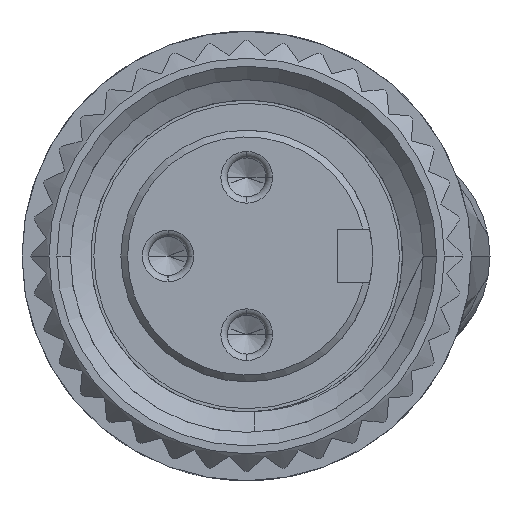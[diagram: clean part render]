
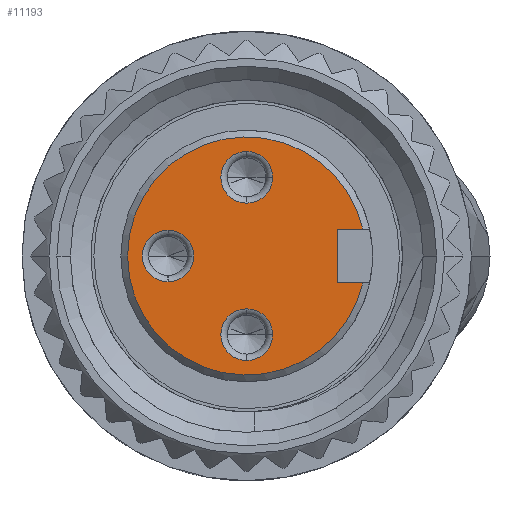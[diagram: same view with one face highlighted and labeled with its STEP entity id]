
A CAD part, front view. The second image highlights one B-rep face of the part: STEP entity #11193.
In plain terms, the highlighted planar face has unit normal (0, -1, 0).
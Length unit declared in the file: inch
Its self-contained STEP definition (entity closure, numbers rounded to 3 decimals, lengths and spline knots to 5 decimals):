
#1=DIRECTION('',(-1.,0.,0.));
#2=VECTOR('',#1,0.02182);
#3=CARTESIAN_POINT('',(0.10162,-0.20079,0.02362));
#4=LINE('',#3,#2);
#5=DIRECTION('',(0.,0.,-1.));
#6=VECTOR('',#5,0.04724);
#7=CARTESIAN_POINT('',(0.0798,-0.20079,0.02362));
#8=LINE('',#7,#6);
#9=DIRECTION('',(-1.,0.,0.));
#10=VECTOR('',#9,0.02182);
#11=CARTESIAN_POINT('',(0.10162,-0.20079,
-0.02362));
#12=LINE('',#11,#10);
#13=CARTESIAN_POINT('',(-0.0689,-0.20079,0.));
#14=DIRECTION('',(0.,1.,0.));
#15=DIRECTION('',(0.,0.,-1.));
#16=AXIS2_PLACEMENT_3D('',#13,#14,#15);
#18=CARTESIAN_POINT('',(-0.0689,-0.20079,0.));
#19=DIRECTION('',(0.,1.,0.));
#20=DIRECTION('',(0.,0.,1.));
#21=AXIS2_PLACEMENT_3D('',#18,#19,#20);
#23=CARTESIAN_POINT('',(0.,-0.20079,-0.0689));
#24=DIRECTION('',(0.,1.,0.));
#25=DIRECTION('',(0.,0.,-1.));
#26=AXIS2_PLACEMENT_3D('',#23,#24,#25);
#28=CARTESIAN_POINT('',(0.,-0.20079,-0.0689));
#29=DIRECTION('',(0.,1.,0.));
#30=DIRECTION('',(0.,0.,1.));
#31=AXIS2_PLACEMENT_3D('',#28,#29,#30);
#33=CARTESIAN_POINT('',(0.,-0.20079,0.0689));
#34=DIRECTION('',(0.,1.,0.));
#35=DIRECTION('',(0.,0.,-1.));
#36=AXIS2_PLACEMENT_3D('',#33,#34,#35);
#38=CARTESIAN_POINT('',(0.,-0.20079,0.0689));
#39=DIRECTION('',(0.,1.,0.));
#40=DIRECTION('',(0.,0.,1.));
#41=AXIS2_PLACEMENT_3D('',#38,#39,#40);
#43=CARTESIAN_POINT('',(0.,-0.20079,0.));
#44=DIRECTION('',(0.,-1.,0.));
#45=DIRECTION('',(0.974,0.,0.226));
#46=AXIS2_PLACEMENT_3D('',#43,#44,#45);
#48=CARTESIAN_POINT('',(0.10162,-0.20079,
-0.02362));
#68=CARTESIAN_POINT('',(0.10162,-0.20079,
0.02362));
#9548=CARTESIAN_POINT('',(0.0798,-0.20079,
0.02362));
#9549=CARTESIAN_POINT('',(0.0798,-0.20079,
-0.02362));
#9550=VERTEX_POINT('',#9548);
#9551=VERTEX_POINT('',#9549);
#9556=CARTESIAN_POINT('',(-0.0689,-0.20079,
-0.02264));
#9557=CARTESIAN_POINT('',(-0.0689,-0.20079,
0.02264));
#9558=VERTEX_POINT('',#9556);
#9559=VERTEX_POINT('',#9557);
#9560=CARTESIAN_POINT('',(0.,-0.20079,-0.09154));
#9561=CARTESIAN_POINT('',(0.,-0.20079,-0.04626));
#9562=VERTEX_POINT('',#9560);
#9563=VERTEX_POINT('',#9561);
#9564=CARTESIAN_POINT('',(0.,-0.20079,0.04626));
#9565=CARTESIAN_POINT('',(0.,-0.20079,0.09154));
#9566=VERTEX_POINT('',#9564);
#9567=VERTEX_POINT('',#9565);
#9593=VERTEX_POINT('',#68);
#9598=VERTEX_POINT('',#48);
#11160=CARTESIAN_POINT('',(0.,-0.20079,0.));
#11161=DIRECTION('',(0.,1.,0.));
#11162=DIRECTION('',(0.,0.,-1.));
#11163=AXIS2_PLACEMENT_3D('',#11160,#11161,#11162);
#11164=PLANE('',#11163);
#11166=ORIENTED_EDGE('',*,*,#11165,.F.);
#11168=ORIENTED_EDGE('',*,*,#11167,.T.);
#11170=ORIENTED_EDGE('',*,*,#11169,.T.);
#11172=ORIENTED_EDGE('',*,*,#11171,.F.);
#11173=EDGE_LOOP('',(#11166,#11168,#11170,#11172));
#11174=FACE_OUTER_BOUND('',#11173,.F.);
#11176=ORIENTED_EDGE('',*,*,#11175,.F.);
#11178=ORIENTED_EDGE('',*,*,#11177,.F.);
#11179=EDGE_LOOP('',(#11176,#11178));
#11180=FACE_BOUND('',#11179,.F.);
#11182=ORIENTED_EDGE('',*,*,#11181,.F.);
#11184=ORIENTED_EDGE('',*,*,#11183,.F.);
#11185=EDGE_LOOP('',(#11182,#11184));
#11186=FACE_BOUND('',#11185,.F.);
#11188=ORIENTED_EDGE('',*,*,#11187,.F.);
#11190=ORIENTED_EDGE('',*,*,#11189,.F.);
#11191=EDGE_LOOP('',(#11188,#11190));
#11192=FACE_BOUND('',#11191,.F.);
#11193=ADVANCED_FACE('',(#11174,#11180,#11186,#11192),#11164,.F.);
#17=CIRCLE('',#16,0.02264);
#22=CIRCLE('',#21,0.02264);
#27=CIRCLE('',#26,0.02264);
#32=CIRCLE('',#31,0.02264);
#37=CIRCLE('',#36,0.02264);
#42=CIRCLE('',#41,0.02264);
#47=CIRCLE('',#46,0.10433);
#11165=EDGE_CURVE('',#9593,#9598,#47,.T.);
#11167=EDGE_CURVE('',#9593,#9550,#4,.T.);
#11169=EDGE_CURVE('',#9550,#9551,#8,.T.);
#11171=EDGE_CURVE('',#9598,#9551,#12,.T.);
#11175=EDGE_CURVE('',#9558,#9559,#17,.T.);
#11177=EDGE_CURVE('',#9559,#9558,#22,.T.);
#11181=EDGE_CURVE('',#9562,#9563,#27,.T.);
#11183=EDGE_CURVE('',#9563,#9562,#32,.T.);
#11187=EDGE_CURVE('',#9566,#9567,#37,.T.);
#11189=EDGE_CURVE('',#9567,#9566,#42,.T.);
